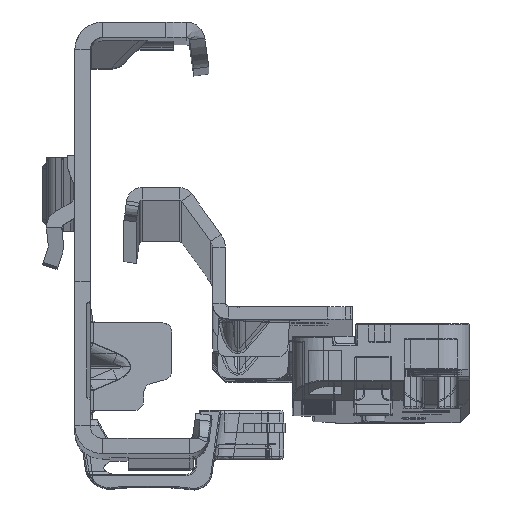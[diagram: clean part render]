
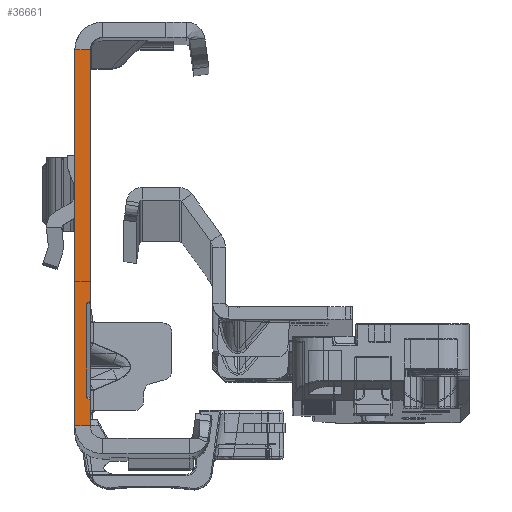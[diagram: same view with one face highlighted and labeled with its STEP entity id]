
A CAD part, top view. The second image highlights one B-rep face of the part: STEP entity #36661.
In plain terms, the highlighted planar face has unit normal (0, 0, 1).
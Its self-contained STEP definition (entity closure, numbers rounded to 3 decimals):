
#36 = FACE_OUTER_BOUND ( 'NONE', #38669, .T. ) ;
#1839 = VECTOR ( 'NONE', #84531, 1000. ) ;
#3855 = CARTESIAN_POINT ( 'NONE',  ( 0., -32., 0. ) ) ;
#4175 = CARTESIAN_POINT ( 'NONE',  ( 0., 30., 0. ) ) ;
#5193 = DIRECTION ( 'NONE',  ( 0., -1., 0. ) ) ;
#6923 = CARTESIAN_POINT ( 'NONE',  ( -0.259, -10.182, 0. ) ) ;
#8840 = ORIENTED_EDGE ( 'NONE', *, *, #112591, .F. ) ;
#8886 = LINE ( 'NONE', #109137, #60570 ) ;
#9133 = VERTEX_POINT ( 'NONE', #90142 ) ;
#9842 = DIRECTION ( 'NONE',  ( 1., 0., 0. ) ) ;
#12280 = CARTESIAN_POINT ( 'NONE',  ( 0., -30., 0. ) ) ;
#14196 = EDGE_CURVE ( 'NONE', #97928, #43399, #123714, .T. ) ;
#18753 = ORIENTED_EDGE ( 'NONE', *, *, #14196, .T. ) ;
#18974 = VECTOR ( 'NONE', #87897, 1000. ) ;
#19929 = DIRECTION ( 'NONE',  ( 0., -1., 0. ) ) ;
#25885 = VERTEX_POINT ( 'NONE', #66423 ) ;
#27593 = CARTESIAN_POINT ( 'NONE',  ( 0., -25.968, 0. ) ) ;
#28703 = LINE ( 'NONE', #98981, #18974 ) ;
#33522 = CARTESIAN_POINT ( 'NONE',  ( 0., 30., 0. ) ) ;
#34540 = CARTESIAN_POINT ( 'NONE',  ( 0.082, -26.047, 0. ) ) ;
#35556 = VERTEX_POINT ( 'NONE', #42097 ) ;
#36661 = ADVANCED_FACE ( 'NONE', ( #36 ), #59927, .T. ) ;
#38669 = EDGE_LOOP ( 'NONE', ( #58821, #114217, #48542, #60848, #39901, #70406, #8840, #18753 ) ) ;
#39901 = ORIENTED_EDGE ( 'NONE', *, *, #104216, .T. ) ;
#40133 = VERTEX_POINT ( 'NONE', #113326 ) ;
#42097 = CARTESIAN_POINT ( 'NONE',  ( -2.45, -30., 0. ) ) ;
#43399 = VERTEX_POINT ( 'NONE', #75260 ) ;
#44853 = VECTOR ( 'NONE', #5193, 1000. ) ;
#48542 = ORIENTED_EDGE ( 'NONE', *, *, #85707, .F. ) ;
#51422 = DIRECTION ( 'NONE',  ( 0., 0., 1. ) ) ;
#54968 = LINE ( 'NONE', #33522, #68176 ) ;
#55062 = AXIS2_PLACEMENT_3D ( 'NONE', #109428, #51422, #9842 ) ;
#58239 = EDGE_CURVE ( 'NONE', #64651, #25885, #54968, .T. ) ;
#58821 = ORIENTED_EDGE ( 'NONE', *, *, #83046, .F. ) ;
#59927 = PLANE ( 'NONE',  #55062 ) ;
#60570 = VECTOR ( 'NONE', #19929, 1000. ) ;
#60848 = ORIENTED_EDGE ( 'NONE', *, *, #58239, .T. ) ;
#64651 = VERTEX_POINT ( 'NONE', #4175 ) ;
#66423 = CARTESIAN_POINT ( 'NONE',  ( -2.45, 30., 0. ) ) ;
#67420 = DIRECTION ( 'NONE',  ( 0.719, 0.695, 0. ) ) ;
#68176 = VECTOR ( 'NONE', #75111, 1000. ) ;
#70406 = ORIENTED_EDGE ( 'NONE', *, *, #124917, .F. ) ;
#74237 = DIRECTION ( 'NONE',  ( -1., 0., 0. ) ) ;
#74401 = VECTOR ( 'NONE', #104833, 1000. ) ;
#75111 = DIRECTION ( 'NONE',  ( -1., 0., 0. ) ) ;
#75260 = CARTESIAN_POINT ( 'NONE',  ( -0.536, -25.45, 0. ) ) ;
#83046 = EDGE_CURVE ( 'NONE', #9133, #43399, #28703, .T. ) ;
#83926 = LINE ( 'NONE', #113930, #44853 ) ;
#84531 = DIRECTION ( 'NONE',  ( 0., -1., 0. ) ) ;
#85039 = LINE ( 'NONE', #6923, #103425 ) ;
#85707 = EDGE_CURVE ( 'NONE', #64651, #40133, #8886, .T. ) ;
#87897 = DIRECTION ( 'NONE',  ( 0., -1., 0. ) ) ;
#88337 = VECTOR ( 'NONE', #74237, 1000. ) ;
#90142 = CARTESIAN_POINT ( 'NONE',  ( -0.536, -10.45, 0. ) ) ;
#92397 = LINE ( 'NONE', #3855, #1839 ) ;
#93403 = EDGE_CURVE ( 'NONE', #9133, #40133, #85039, .T. ) ;
#97928 = VERTEX_POINT ( 'NONE', #27593 ) ;
#98981 = CARTESIAN_POINT ( 'NONE',  ( -0.536, -9.85, 0. ) ) ;
#103425 = VECTOR ( 'NONE', #67420, 1000. ) ;
#103582 = LINE ( 'NONE', #115288, #88337 ) ;
#104216 = EDGE_CURVE ( 'NONE', #25885, #35556, #83926, .T. ) ;
#104833 = DIRECTION ( 'NONE',  ( -0.719, 0.695, 0. ) ) ;
#109137 = CARTESIAN_POINT ( 'NONE',  ( 0., -32., 0. ) ) ;
#109428 = CARTESIAN_POINT ( 'NONE',  ( -2.45, -32., 0. ) ) ;
#112591 = EDGE_CURVE ( 'NONE', #97928, #126921, #92397, .T. ) ;
#113326 = CARTESIAN_POINT ( 'NONE',  ( 0., -9.932, 0. ) ) ;
#113930 = CARTESIAN_POINT ( 'NONE',  ( -2.45, -32., 0. ) ) ;
#114217 = ORIENTED_EDGE ( 'NONE', *, *, #93403, .T. ) ;
#115288 = CARTESIAN_POINT ( 'NONE',  ( 0., -30., 0. ) ) ;
#123714 = LINE ( 'NONE', #34540, #74401 ) ;
#124917 = EDGE_CURVE ( 'NONE', #126921, #35556, #103582, .T. ) ;
#126921 = VERTEX_POINT ( 'NONE', #12280 ) ;
